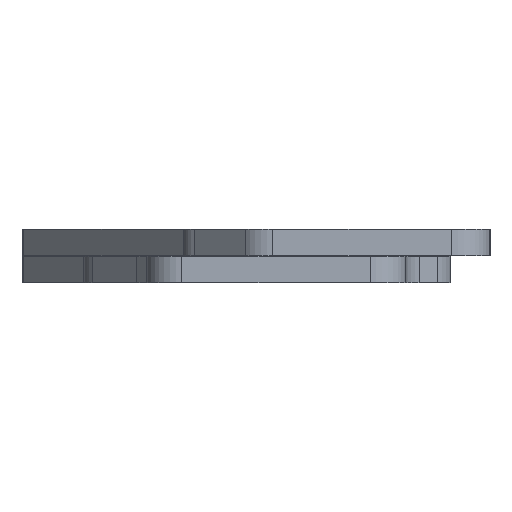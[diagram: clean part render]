
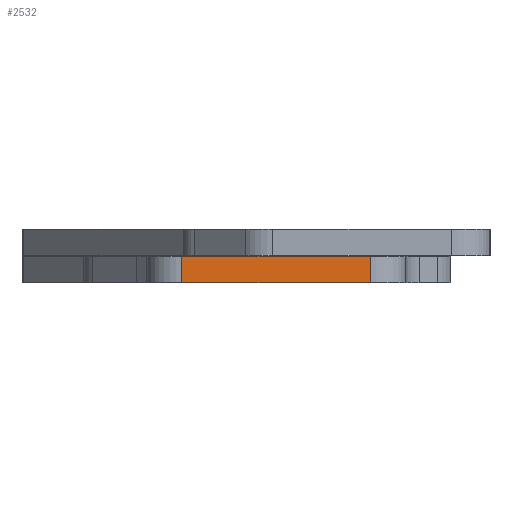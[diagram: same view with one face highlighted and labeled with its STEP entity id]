
A CAD part, left-side view. The second image highlights one B-rep face of the part: STEP entity #2532.
In plain terms, the highlighted planar face has unit normal (-1, 0, 0).
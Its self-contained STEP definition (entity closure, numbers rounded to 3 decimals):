
#117=PLANE('',#2774);
#200=FACE_OUTER_BOUND('',#333,.T.);
#333=EDGE_LOOP('',(#1977,#1978,#1979,#1980));
#472=LINE('',#3843,#654);
#535=LINE('',#4146,#717);
#536=LINE('',#4149,#718);
#537=LINE('',#4150,#719);
#654=VECTOR('',#3020,10.);
#717=VECTOR('',#3355,10.);
#718=VECTOR('',#3358,10.);
#719=VECTOR('',#3359,10.);
#1040=VERTEX_POINT('',#3840);
#1041=VERTEX_POINT('',#3842);
#1145=VERTEX_POINT('',#4144);
#1146=VERTEX_POINT('',#4148);
#1317=EDGE_CURVE('',#1040,#1041,#472,.T.);
#1469=EDGE_CURVE('',#1040,#1145,#535,.T.);
#1470=EDGE_CURVE('',#1146,#1145,#536,.T.);
#1471=EDGE_CURVE('',#1041,#1146,#537,.T.);
#1977=ORIENTED_EDGE('',*,*,#1317,.F.);
#1978=ORIENTED_EDGE('',*,*,#1469,.T.);
#1979=ORIENTED_EDGE('',*,*,#1470,.F.);
#1980=ORIENTED_EDGE('',*,*,#1471,.F.);
#2532=ADVANCED_FACE('',(#200),#117,.T.);
#2774=AXIS2_PLACEMENT_3D('',#4147,#3356,#3357);
#3020=DIRECTION('',(0.,-1.,0.));
#3355=DIRECTION('',(0.,0.,-1.));
#3356=DIRECTION('center_axis',(-1.,0.,0.));
#3357=DIRECTION('ref_axis',(0.,1.,0.));
#3358=DIRECTION('',(0.,1.,0.));
#3359=DIRECTION('',(0.,0.,-1.));
#3840=CARTESIAN_POINT('',(-108.5,-239.585,-36.));
#3842=CARTESIAN_POINT('',(-108.5,-260.63,-36.));
#3843=CARTESIAN_POINT('',(-108.5,-239.585,-36.));
#4144=CARTESIAN_POINT('',(-108.5,-239.585,-39.));
#4146=CARTESIAN_POINT('',(-108.5,-239.585,-36.));
#4147=CARTESIAN_POINT('Origin',(-108.5,-260.63,-36.));
#4148=CARTESIAN_POINT('',(-108.5,-260.63,-39.));
#4149=CARTESIAN_POINT('',(-108.5,-239.585,-39.));
#4150=CARTESIAN_POINT('',(-108.5,-260.63,-36.));
